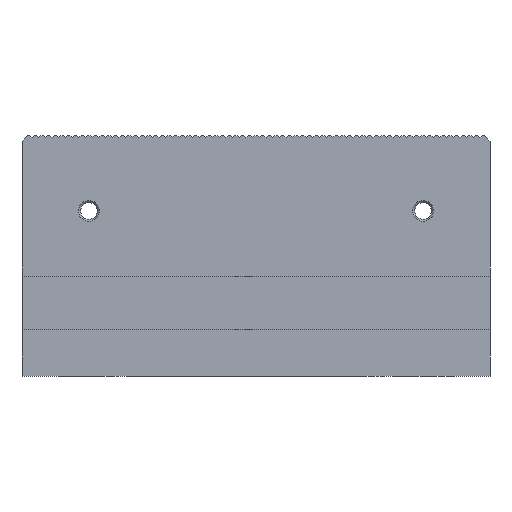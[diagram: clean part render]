
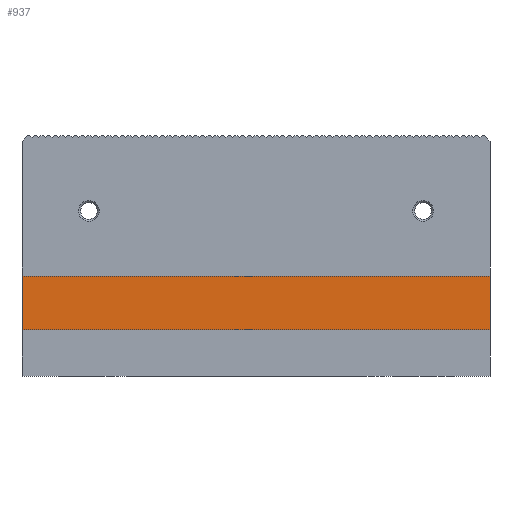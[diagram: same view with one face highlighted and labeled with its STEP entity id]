
A CAD part, left-side view. The second image highlights one B-rep face of the part: STEP entity #937.
In plain terms, the highlighted planar face has unit normal (-1, 0, 0).
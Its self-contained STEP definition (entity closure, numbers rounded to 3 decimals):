
#937 = ADVANCED_FACE( '', ( #2157 ), #2158, .F. );
#2157 = FACE_OUTER_BOUND( '', #3656, .T. );
#2158 = PLANE( '', #3657 );
#3656 = EDGE_LOOP( '', ( #6427, #6428, #6429, #6430 ) );
#3657 = AXIS2_PLACEMENT_3D( '', #6431, #6432, #6433 );
#6427 = ORIENTED_EDGE( '', *, *, #10339, .T. );
#6428 = ORIENTED_EDGE( '', *, *, #10340, .F. );
#6429 = ORIENTED_EDGE( '', *, *, #10136, .F. );
#6430 = ORIENTED_EDGE( '', *, *, #10341, .T. );
#6431 = CARTESIAN_POINT( '', ( -29., 70., -22. ) );
#6432 = DIRECTION( '', ( 1., 0., 0. ) );
#6433 = DIRECTION( '', ( 0., 0., -1. ) );
#10136 = EDGE_CURVE( '', #12651, #12653, #12654, .T. );
#10339 = EDGE_CURVE( '', #12960, #12961, #12962, .T. );
#10340 = EDGE_CURVE( '', #12653, #12961, #12963, .T. );
#10341 = EDGE_CURVE( '', #12651, #12960, #12964, .T. );
#12651 = VERTEX_POINT( '', #16213 );
#12653 = VERTEX_POINT( '', #16216 );
#12654 = LINE( '', #16217, #16218 );
#12960 = VERTEX_POINT( '', #16665 );
#12961 = VERTEX_POINT( '', #16666 );
#12962 = LINE( '', #16667, #16668 );
#12963 = LINE( '', #16669, #16670 );
#12964 = LINE( '', #16671, #16672 );
#16213 = CARTESIAN_POINT( '', ( -29., 70., -22. ) );
#16216 = CARTESIAN_POINT( '', ( -29., 70., -6. ) );
#16217 = CARTESIAN_POINT( '', ( -29., 70., -22. ) );
#16218 = VECTOR( '', #18987, 1000. );
#16665 = CARTESIAN_POINT( '', ( -29., -70., -22. ) );
#16666 = CARTESIAN_POINT( '', ( -29., -70., -6. ) );
#16667 = CARTESIAN_POINT( '', ( -29., -70., -22. ) );
#16668 = VECTOR( '', #19150, 1000. );
#16669 = CARTESIAN_POINT( '', ( -29., 70., -6. ) );
#16670 = VECTOR( '', #19151, 1000. );
#16671 = CARTESIAN_POINT( '', ( -29., 70., -22. ) );
#16672 = VECTOR( '', #19152, 1000. );
#18987 = DIRECTION( '', ( 0., 0., 1. ) );
#19150 = DIRECTION( '', ( 0., 0., 1. ) );
#19151 = DIRECTION( '', ( 0., -1., 0. ) );
#19152 = DIRECTION( '', ( 0., -1., 0. ) );
